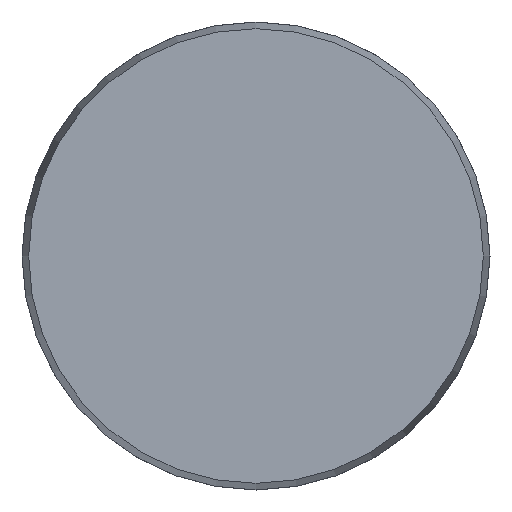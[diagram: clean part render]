
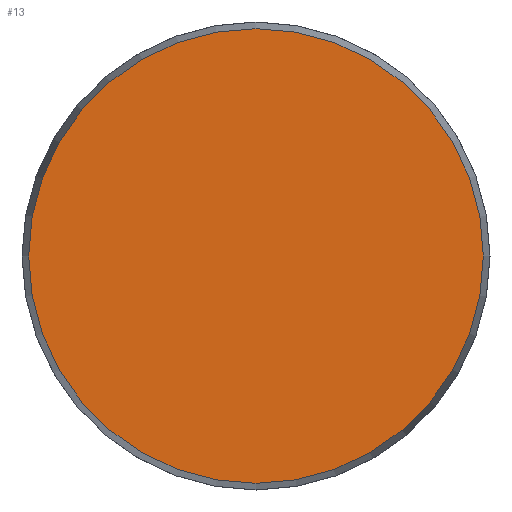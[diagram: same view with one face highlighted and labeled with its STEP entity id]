
A CAD part, front view. The second image highlights one B-rep face of the part: STEP entity #13.
In plain terms, the highlighted planar face has unit normal (0, -1, 0).
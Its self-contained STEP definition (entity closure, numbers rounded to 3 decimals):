
#4 = AXIS2_PLACEMENT_3D ( 'NONE', #369, #810, #502 ) ;
#13 = ADVANCED_FACE ( 'NONE', ( #619 ), #623, .F. ) ;
#49 = EDGE_CURVE ( 'NONE', #339, #339, #733, .T. ) ;
#151 = ORIENTED_EDGE ( 'NONE', *, *, #49, .T. ) ;
#228 = CARTESIAN_POINT ( 'NONE',  ( 0., 0., -29.143 ) ) ;
#257 = AXIS2_PLACEMENT_3D ( 'NONE', #430, #303, #684 ) ;
#303 = DIRECTION ( 'NONE',  ( 0., 1., 0. ) ) ;
#339 = VERTEX_POINT ( 'NONE', #228 ) ;
#369 = CARTESIAN_POINT ( 'NONE',  ( 0., 0., 0. ) ) ;
#430 = CARTESIAN_POINT ( 'NONE',  ( -29.143, 0., 0. ) ) ;
#502 = DIRECTION ( 'NONE',  ( 0., 0., -1. ) ) ;
#619 = FACE_OUTER_BOUND ( 'NONE', #737, .T. ) ;
#623 = PLANE ( 'NONE',  #257 ) ;
#684 = DIRECTION ( 'NONE',  ( 0., 0., 1. ) ) ;
#733 = CIRCLE ( 'NONE', #4, 29.143 ) ;
#737 = EDGE_LOOP ( 'NONE', ( #151 ) ) ;
#810 = DIRECTION ( 'NONE',  ( 0., -1., 0. ) ) ;
